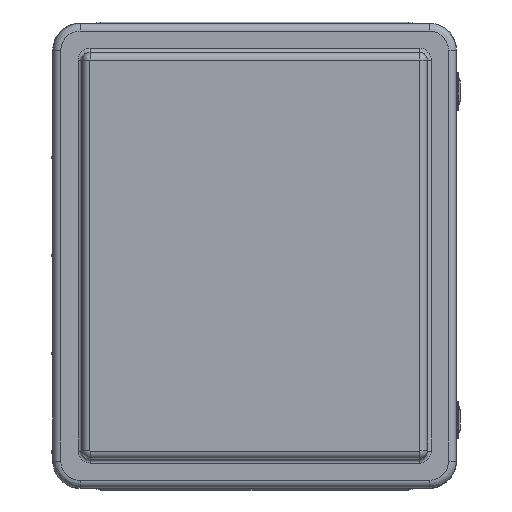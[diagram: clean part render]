
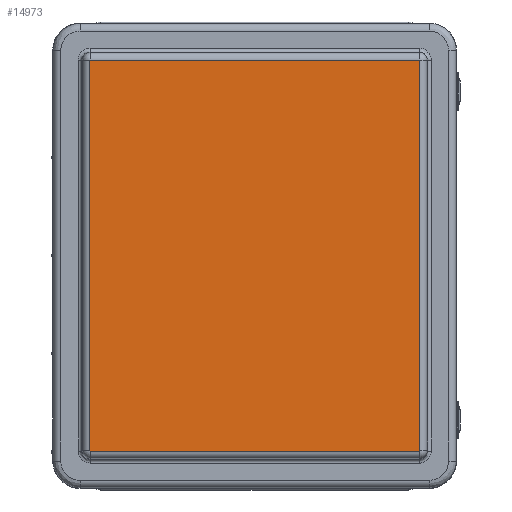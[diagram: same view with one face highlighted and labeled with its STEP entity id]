
A CAD part, top view. The second image highlights one B-rep face of the part: STEP entity #14973.
In plain terms, the highlighted planar face has unit normal (0, 0, 1).
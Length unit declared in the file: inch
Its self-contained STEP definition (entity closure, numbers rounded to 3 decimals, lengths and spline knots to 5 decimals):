
#77 = VERTEX_POINT ( 'NONE', #24576 ) ;
#177 = ORIENTED_EDGE ( 'NONE', *, *, #29271, .F. ) ;
#442 = CARTESIAN_POINT ( 'NONE',  ( -5.44667, -6.47421, 1.70276 ) ) ;
#577 = VECTOR ( 'NONE', #23013, 39.37008 ) ;
#669 = VECTOR ( 'NONE', #19072, 39.37008 ) ;
#3299 = VERTEX_POINT ( 'NONE', #21780 ) ;
#3843 = CARTESIAN_POINT ( 'NONE',  ( -5.44546, 6.47421, 1.70276 ) ) ;
#3989 = ORIENTED_EDGE ( 'NONE', *, *, #48085, .F. ) ;
#4264 = CARTESIAN_POINT ( 'NONE',  ( 5.45574, 6.47421, 1.70276 ) ) ;
#4509 = EDGE_CURVE ( 'NONE', #9360, #36162, #40651, .T. ) ;
#5012 = ORIENTED_EDGE ( 'NONE', *, *, #4509, .T. ) ;
#6471 = EDGE_LOOP ( 'NONE', ( #37132, #177, #46425, #3989, #53125, #54427, #5012, #29632 ) ) ;
#7093 = EDGE_CURVE ( 'NONE', #77, #7847, #46321, .T. ) ;
#7847 = VERTEX_POINT ( 'NONE', #41154 ) ;
#8123 = VERTEX_POINT ( 'NONE', #8856 ) ;
#8375 = EDGE_CURVE ( 'NONE', #36752, #36162, #21322, .T. ) ;
#8856 = CARTESIAN_POINT ( 'NONE',  ( -5.44546, -6.47421, 1.70276 ) ) ;
#9073 = CARTESIAN_POINT ( 'NONE',  ( -5.44546, -6.47421, 1.70276 ) ) ;
#9197 = DIRECTION ( 'NONE',  ( -1., 0., 0. ) ) ;
#9243 = EDGE_CURVE ( 'NONE', #36752, #8123, #41797, .T. ) ;
#9261 = CARTESIAN_POINT ( 'NONE',  ( -5.44936, -6.4721, 1.70276 ) ) ;
#9360 = VERTEX_POINT ( 'NONE', #45019 ) ;
#9546 = DIRECTION ( 'NONE',  ( 1., 0., 0. ) ) ;
#9625 = EDGE_CURVE ( 'NONE', #55008, #3299, #50460, .T. ) ;
#10729 = CARTESIAN_POINT ( 'NONE',  ( -5.44979, -3.23494, 1.70276 ) ) ;
#11559 = CARTESIAN_POINT ( 'NONE',  ( 5.45572, -6.47421, 1.70276 ) ) ;
#11960 = CARTESIAN_POINT ( 'NONE',  ( 5.45886, 6.47107, 1.70276 ) ) ;
#13798 = CARTESIAN_POINT ( 'NONE',  ( -5.44979, -6.46988, 1.70276 ) ) ;
#14047 = AXIS2_PLACEMENT_3D ( 'NONE', #49230, #54333, #9546 ) ;
#14973 = ADVANCED_FACE ( 'NONE', ( #38367 ), #40188, .T. ) ;
#16643 = CARTESIAN_POINT ( 'NONE',  ( -5.44665, 6.47421, 1.70276 ) ) ;
#17858 = LINE ( 'NONE', #36262, #53705 ) ;
#18177 = LINE ( 'NONE', #49958, #577 ) ;
#19072 = DIRECTION ( 'NONE',  ( 1., 0., 0. ) ) ;
#20808 = CARTESIAN_POINT ( 'NONE',  ( 5.45844, -6.47211, 1.70276 ) ) ;
#21322 = LINE ( 'NONE', #10729, #48056 ) ;
#21780 = CARTESIAN_POINT ( 'NONE',  ( 5.45886, -6.46988, 1.70276 ) ) ;
#23013 = DIRECTION ( 'NONE',  ( 0., -1., 0. ) ) ;
#23942 = CARTESIAN_POINT ( 'NONE',  ( -5.44979, 6.46988, 1.70276 ) ) ;
#24000 = EDGE_CURVE ( 'NONE', #9360, #7847, #56883, .T. ) ;
#24576 = CARTESIAN_POINT ( 'NONE',  ( 5.45886, 6.46989, 1.70276 ) ) ;
#25638 = CARTESIAN_POINT ( 'NONE',  ( -5.44979, 6.47109, 1.70276 ) ) ;
#27043 = CARTESIAN_POINT ( 'NONE',  ( 5.45843, 6.4721, 1.70276 ) ) ;
#27696 = CARTESIAN_POINT ( 'NONE',  ( -5.44769, -6.47379, 1.70276 ) ) ;
#29271 = EDGE_CURVE ( 'NONE', #55008, #8123, #17858, .T. ) ;
#29424 = CARTESIAN_POINT ( 'NONE',  ( 5.45675, -6.47378, 1.70276 ) ) ;
#29632 = ORIENTED_EDGE ( 'NONE', *, *, #8375, .F. ) ;
#29996 = CARTESIAN_POINT ( 'NONE',  ( 5.45886, -6.47109, 1.70276 ) ) ;
#34124 = CARTESIAN_POINT ( 'NONE',  ( 5.45886, -6.46988, 1.70276 ) ) ;
#36162 = VERTEX_POINT ( 'NONE', #23942 ) ;
#36262 = CARTESIAN_POINT ( 'NONE',  ( 2.72954, -6.47421, 1.70276 ) ) ;
#36752 = VERTEX_POINT ( 'NONE', #37148 ) ;
#37132 = ORIENTED_EDGE ( 'NONE', *, *, #9243, .T. ) ;
#37148 = CARTESIAN_POINT ( 'NONE',  ( -5.44979, -6.46988, 1.70276 ) ) ;
#38367 = FACE_OUTER_BOUND ( 'NONE', #6471, .T. ) ;
#38873 = CARTESIAN_POINT ( 'NONE',  ( 5.45886, 6.46989, 1.70276 ) ) ;
#39205 = CARTESIAN_POINT ( 'NONE',  ( -5.44768, 6.47378, 1.70276 ) ) ;
#39375 = CARTESIAN_POINT ( 'NONE',  ( -5.44979, 6.46988, 1.70276 ) ) ;
#40188 = PLANE ( 'NONE',  #14047 ) ;
#40229 = CARTESIAN_POINT ( 'NONE',  ( 5.45676, 6.47379, 1.70276 ) ) ;
#40651 = B_SPLINE_CURVE_WITH_KNOTS ( 'NONE', 3,
 ( #3843, #16643, #39205, #53161, #25638, #39375 ),
 .UNSPECIFIED., .F., .F.,
 ( 4, 2, 4 ),
 ( 0., 0.5, 1. ),
 .UNSPECIFIED. ) ;
#41154 = CARTESIAN_POINT ( 'NONE',  ( 5.45454, 6.47421, 1.70276 ) ) ;
#41797 = B_SPLINE_CURVE_WITH_KNOTS ( 'NONE', 3,
 ( #13798, #54644, #9261, #27696, #442, #9073 ),
 .UNSPECIFIED., .F., .F.,
 ( 4, 2, 4 ),
 ( 0., 0.5, 1. ),
 .UNSPECIFIED. ) ;
#42778 = DIRECTION ( 'NONE',  ( 0., 1., 0. ) ) ;
#45019 = CARTESIAN_POINT ( 'NONE',  ( -5.44546, 6.47421, 1.70276 ) ) ;
#45890 = CARTESIAN_POINT ( 'NONE',  ( 5.45454, -6.47421, 1.70276 ) ) ;
#46321 = B_SPLINE_CURVE_WITH_KNOTS ( 'NONE', 3,
 ( #38873, #11960, #27043, #40229, #4264, #49271 ),
 .UNSPECIFIED., .F., .F.,
 ( 4, 2, 4 ),
 ( 0., 0.5, 1. ),
 .UNSPECIFIED. ) ;
#46425 = ORIENTED_EDGE ( 'NONE', *, *, #9625, .T. ) ;
#48056 = VECTOR ( 'NONE', #42778, 39.37008 ) ;
#48085 = EDGE_CURVE ( 'NONE', #77, #3299, #18177, .T. ) ;
#49230 = CARTESIAN_POINT ( 'NONE',  ( 0.00454, 0., 1.70276 ) ) ;
#49271 = CARTESIAN_POINT ( 'NONE',  ( 5.45454, 6.47421, 1.70276 ) ) ;
#49958 = CARTESIAN_POINT ( 'NONE',  ( 5.45886, 3.23494, 1.70276 ) ) ;
#50460 = B_SPLINE_CURVE_WITH_KNOTS ( 'NONE', 3,
 ( #56729, #11559, #29424, #20808, #29996, #34124 ),
 .UNSPECIFIED., .F., .F.,
 ( 4, 2, 4 ),
 ( 0., 0.5, 1. ),
 .UNSPECIFIED. ) ;
#53125 = ORIENTED_EDGE ( 'NONE', *, *, #7093, .T. ) ;
#53161 = CARTESIAN_POINT ( 'NONE',  ( -5.44937, 6.47211, 1.70276 ) ) ;
#53705 = VECTOR ( 'NONE', #9197, 39.37008 ) ;
#54247 = CARTESIAN_POINT ( 'NONE',  ( -2.72046, 6.47421, 1.70276 ) ) ;
#54333 = DIRECTION ( 'NONE',  ( 0., 0., 1. ) ) ;
#54427 = ORIENTED_EDGE ( 'NONE', *, *, #24000, .F. ) ;
#54644 = CARTESIAN_POINT ( 'NONE',  ( -5.44979, -6.47107, 1.70276 ) ) ;
#55008 = VERTEX_POINT ( 'NONE', #45890 ) ;
#56729 = CARTESIAN_POINT ( 'NONE',  ( 5.45454, -6.47421, 1.70276 ) ) ;
#56883 = LINE ( 'NONE', #54247, #669 ) ;
